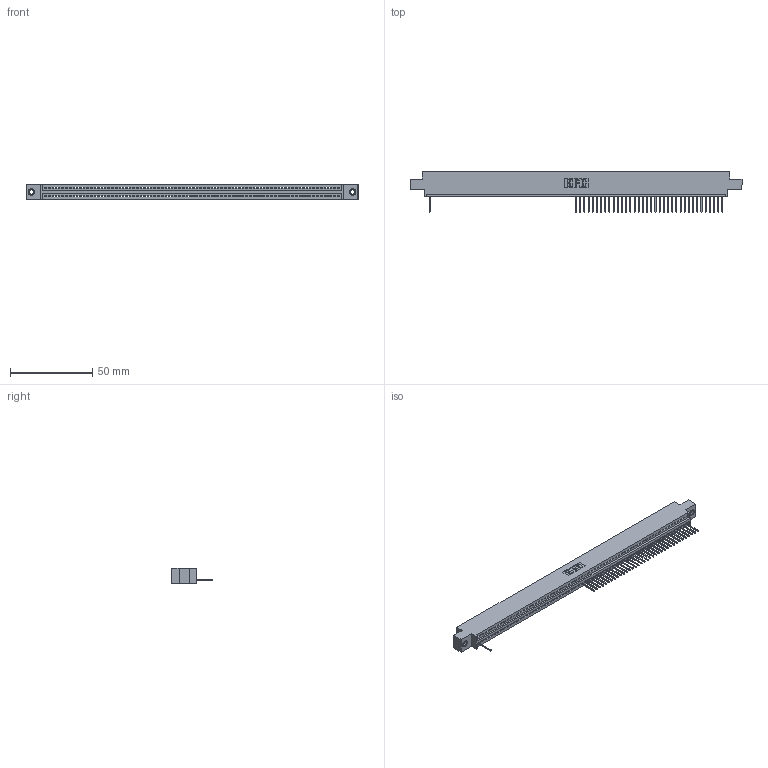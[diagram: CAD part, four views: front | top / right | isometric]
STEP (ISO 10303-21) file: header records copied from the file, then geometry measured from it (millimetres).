
FILE_DESCRIPTION (( 'STEP AP203' ), '1' );
FILE_NAME ('395-071-523-607.STEP', '2018-11-27T04:44:28', ( '' ), ( '' ), 'SwSTEP 2.0', 'SolidWorks 2016', '' );
FILE_SCHEMA (( 'CONFIG_CONTROL_DESIGN' ));
Length unit declared in the file: inch
Products named in the file (4): 345 Part_0.170 Offset - 0.156 Dia-TI; 395-071-523-607; 345-250-001_345-250-005-103; 345-292-001_345-293-123
Assembly tree (40 placements, depth 2):
  395-071-523-607
    345 Part_0.170 Offset - 0.156 Dia-TI
    345-292-001_345-293-123  x37
    345-250-001_345-250-005-103  x2
Bounding box: 201.55 x 24.82 x 9.4 mm (x, y, z)
Volume: 18850.3 mm3; surface area: 23576.4 mm2
Topology: 40 solids, 40 shells, 2880 faces, 8837 edges, 5834 vertices
Faces by surface type: plane 2072, cylinder 792, cone 12, torus 4
Entity records: 49780 total; most frequent: ORIENTED_EDGE 8790, CARTESIAN_POINT 8758, DIRECTION 7595, EDGE_CURVE 4395, VECTOR 3959, LINE 3959, VERTEX_POINT 2924, AXIS2_PLACEMENT_3D 1818
